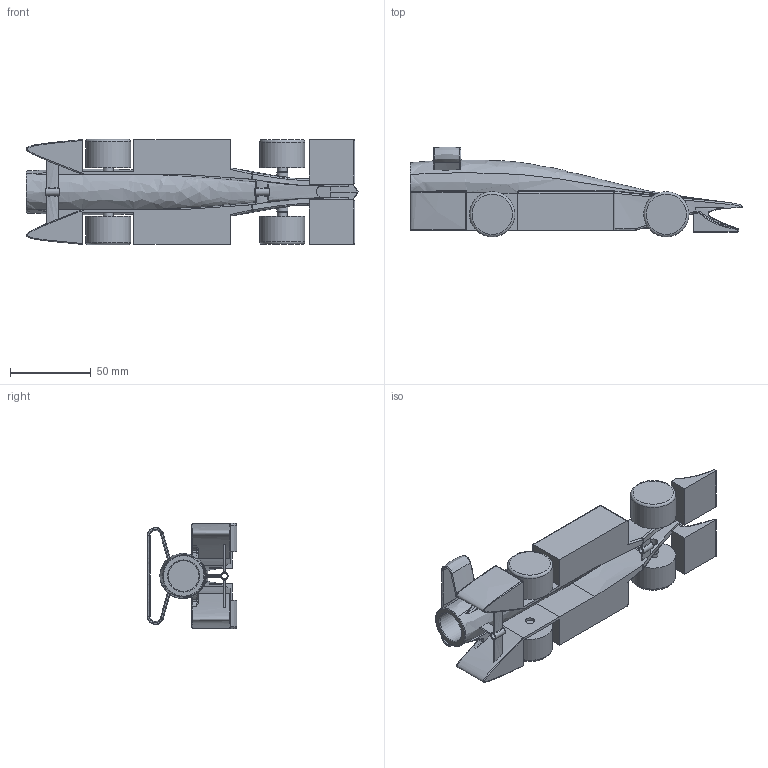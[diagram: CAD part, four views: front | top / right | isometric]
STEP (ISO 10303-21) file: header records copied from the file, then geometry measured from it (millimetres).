
FILE_DESCRIPTION(/* description */ (''),/* implementation_level */ '2;1');
FILE_NAME(/* name */ 'P13 [v2].step',/* time_stamp */ '2024-05-05T21:52:24+04:00',/* author */ (''),/* organization */ (''),/* preprocessor_version */ 'ST-DEVELOPER v20',/* originating_system */ 'Autodesk Translation Framework v12.20.1.177',/* authorisation */ '');
FILE_SCHEMA (('AUTOMOTIVE_DESIGN { 1 0 10303 214 3 1 1 }'));
Products named in the file (2): P13; F1 Wheel [28mm]
Assembly tree (4 placements, depth 2):
  P13
    F1 Wheel [28mm]  x4
Bounding box: 206 x 55.72 x 65.3 mm (x, y, z)
Volume: 206805.3 mm3; surface area: 62219.2 mm2
Topology: 5 solids, 5 shells, 308 faces, 937 edges, 628 vertices
Faces by surface type: bspline 171, plane 63, cylinder 53, torus 19, sphere 2
Full cylindrical faces by diameter (mm): 3.75 x2, 4.5 x2, 6 x8, 7 x2, 19 x1, 28 x4
Entity records: 36316 total; most frequent: CARTESIAN_POINT 29700, ORIENTED_EDGE 1814, EDGE_CURVE 907, DIRECTION 716, VERTEX_POINT 613, B_SPLINE_CURVE_WITH_KNOTS 583, EDGE_LOOP 304, FACE_OUTER_BOUND 290
